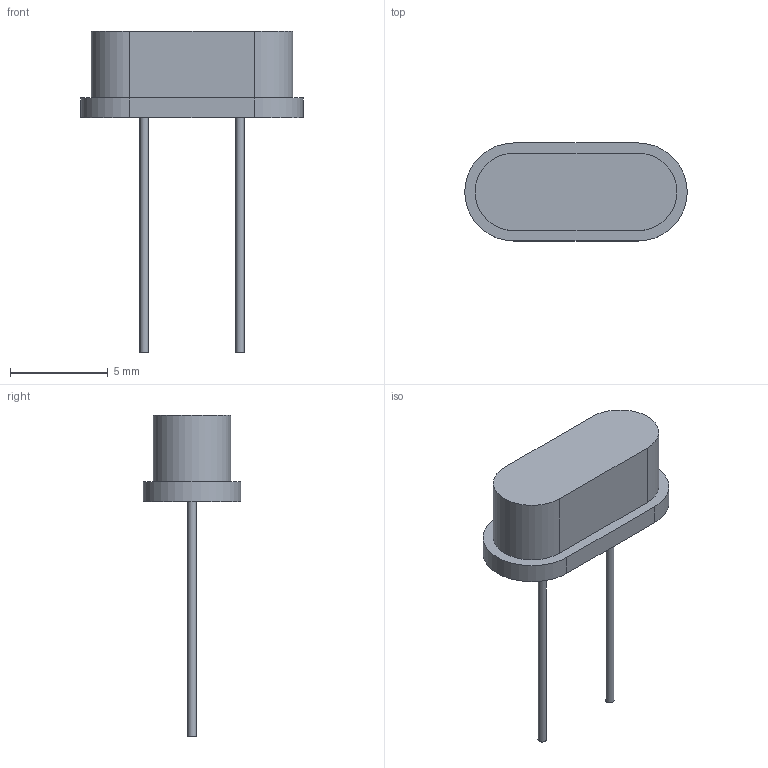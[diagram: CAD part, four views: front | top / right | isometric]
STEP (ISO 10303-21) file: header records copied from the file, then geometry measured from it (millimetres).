
FILE_DESCRIPTION(('FreeCAD Model'),'2;1');
FILE_NAME('Crystal.step', '2020-08-20T16:27:47',('kicad StepUp'),('ksu MCAD'), 'Open CASCADE STEP processor 7.3','FreeCAD','Unknown');
FILE_SCHEMA(('AUTOMOTIVE_DESIGN { 1 0 10303 214 1 1 1 1 }'));
Length unit declared in the file: millimetre
Products named in the file (1): Crystal
Bounding box: 11.35 x 5 x 16.4 mm (x, y, z)
Volume: 181.8 mm3; surface area: 249 mm2
Topology: 1 solids, 1 shells, 15 faces, 30 edges, 20 vertices
Faces by surface type: plane 9, cylinder 6
Full cylindrical faces by diameter (mm): 0.43 x2
Entity records: 417 total; most frequent: DIRECTION 74, CARTESIAN_POINT 66, ORIENTED_EDGE 60, EDGE_CURVE 30, AXIS2_PLACEMENT_3D 28, VERTEX_POINT 20, FACE_BOUND 18, EDGE_LOOP 18
